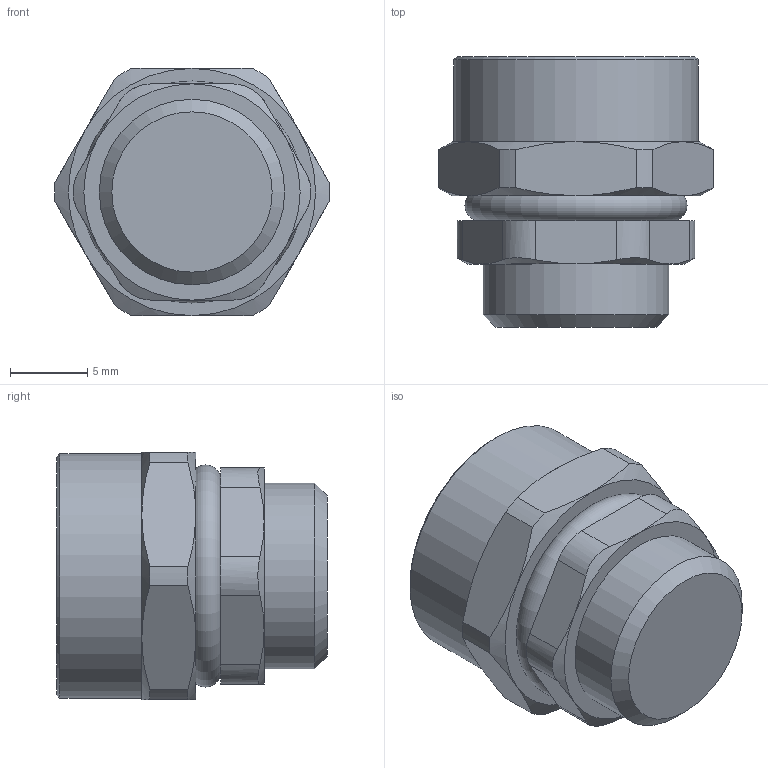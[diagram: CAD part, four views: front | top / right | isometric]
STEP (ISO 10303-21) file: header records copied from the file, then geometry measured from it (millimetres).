
FILE_DESCRIPTION(/* description */ (''),/* implementation_level */ '2;1');
FILE_NAME(/* name */ '',/* time_stamp */ '2024-02-20T09:31:15+07:00',/* author */ ('zeta-09'),/* organization */ (''),/* preprocessor_version */ 'ST-DEVELOPER v19.2',/* originating_system */ 'Autodesk Inventor 2024',/* authorisation */ '');
FILE_SCHEMA (('AUTOMOTIVE_DESIGN { 1 0 10303 214 3 1 1 }'));
Length unit declared in the file: millimetre
Products named in the file (1): Деталь1
Bounding box: 17.8 x 17.5 x 16 mm (x, y, z)
Volume: 3010.5 mm3; surface area: 1299.1 mm2
Topology: 1 solids, 1 shells, 53 faces, 123 edges, 76 vertices
Faces by surface type: cone 20, plane 18, cylinder 14, torus 1
Full cylindrical faces by diameter (mm): 12 x1, 15.8 x1
Entity records: 1644 total; most frequent: CARTESIAN_POINT 403, ORIENTED_EDGE 246, DIRECTION 236, EDGE_CURVE 123, AXIS2_PLACEMENT_3D 101, VERTEX_POINT 76, EDGE_LOOP 57, STYLED_ITEM 54
